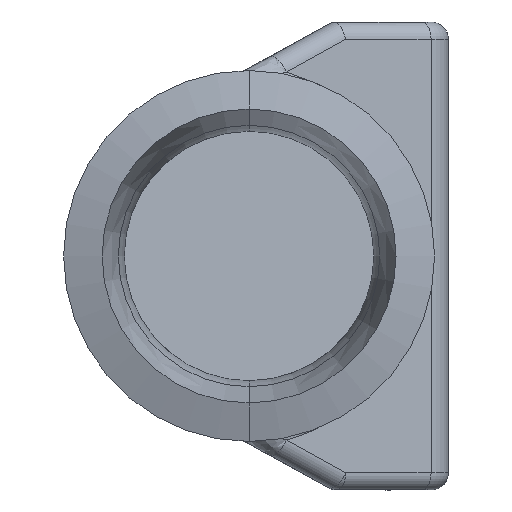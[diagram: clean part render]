
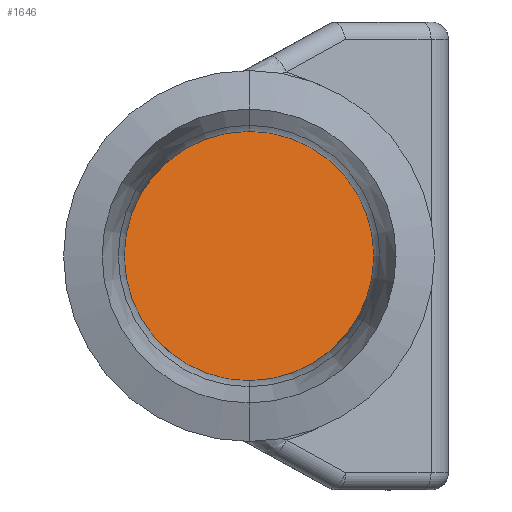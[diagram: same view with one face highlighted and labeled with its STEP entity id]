
A CAD part, left-side view. The second image highlights one B-rep face of the part: STEP entity #1646.
In plain terms, the highlighted planar face has unit normal (-0.866, -0.5, 0).
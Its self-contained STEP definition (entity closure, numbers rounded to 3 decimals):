
#261 = AXIS2_PLACEMENT_3D ( 'NONE', #775, #1033, #1573 ) ;
#333 = CARTESIAN_POINT ( 'NONE',  ( 31.798, 0., -3.6 ) ) ;
#465 = CARTESIAN_POINT ( 'NONE',  ( 31.798, 0., 3.6 ) ) ;
#487 = CARTESIAN_POINT ( 'NONE',  ( 31.798, 0., -3.6 ) ) ;
#495 = PLANE ( 'NONE',  #261 ) ;
#508 = ORIENTED_EDGE ( 'NONE', *, *, #1538, .T. ) ;
#607 = EDGE_CURVE ( 'NONE', #1312, #896, #1139, .T. ) ;
#669 = CARTESIAN_POINT ( 'NONE',  ( 31.798, 0., 3.6 ) ) ;
#775 = CARTESIAN_POINT ( 'NONE',  ( 35.117, -5.75, -19.59 ) ) ;
#896 = VERTEX_POINT ( 'NONE', #669 ) ;
#913 = ORIENTED_EDGE ( 'NONE', *, *, #607, .T. ) ;
#1001 = CARTESIAN_POINT ( 'NONE',  ( 27.641, 7.2, -3.6 ) ) ;
#1020 = FACE_OUTER_BOUND ( 'NONE', #1288, .T. ) ;
#1033 = DIRECTION ( 'NONE',  ( -0.866, -0.5, 0. ) ) ;
#1139 =( BOUNDED_CURVE ( )  B_SPLINE_CURVE ( 3, ( #1535, #1544, #1410, #465 ),
 .UNSPECIFIED., .F., .T. ) 
 B_SPLINE_CURVE_WITH_KNOTS ( ( 4, 4 ),
 ( 1.571, 4.712 ),
 .UNSPECIFIED. ) 
 CURVE ( )  GEOMETRIC_REPRESENTATION_ITEM ( )  RATIONAL_B_SPLINE_CURVE ( ( 1., 0.333, 0.333, 1. ) ) 
 REPRESENTATION_ITEM ( '' )  );
#1288 = EDGE_LOOP ( 'NONE', ( #508, #913 ) ) ;
#1312 = VERTEX_POINT ( 'NONE', #487 ) ;
#1323 =( BOUNDED_CURVE ( )  B_SPLINE_CURVE ( 3, ( #1653, #1667, #1001, #333 ),
 .UNSPECIFIED., .F., .F. ) 
 B_SPLINE_CURVE_WITH_KNOTS ( ( 4, 4 ),
 ( 4.712, 7.854 ),
 .UNSPECIFIED. ) 
 CURVE ( )  GEOMETRIC_REPRESENTATION_ITEM ( )  RATIONAL_B_SPLINE_CURVE ( ( 1., 0.333, 0.333, 1. ) ) 
 REPRESENTATION_ITEM ( '' )  );
#1410 = CARTESIAN_POINT ( 'NONE',  ( 35.955, -7.2, 3.6 ) ) ;
#1535 = CARTESIAN_POINT ( 'NONE',  ( 31.798, 0., -3.6 ) ) ;
#1538 = EDGE_CURVE ( 'NONE', #896, #1312, #1323, .T. ) ;
#1544 = CARTESIAN_POINT ( 'NONE',  ( 35.955, -7.2, -3.6 ) ) ;
#1573 = DIRECTION ( 'NONE',  ( 0.5, -0.866, 0. ) ) ;
#1646 = ADVANCED_FACE ( 'NONE', ( #1020 ), #495, .T. ) ;
#1653 = CARTESIAN_POINT ( 'NONE',  ( 31.798, 0., 3.6 ) ) ;
#1667 = CARTESIAN_POINT ( 'NONE',  ( 27.641, 7.2, 3.6 ) ) ;
